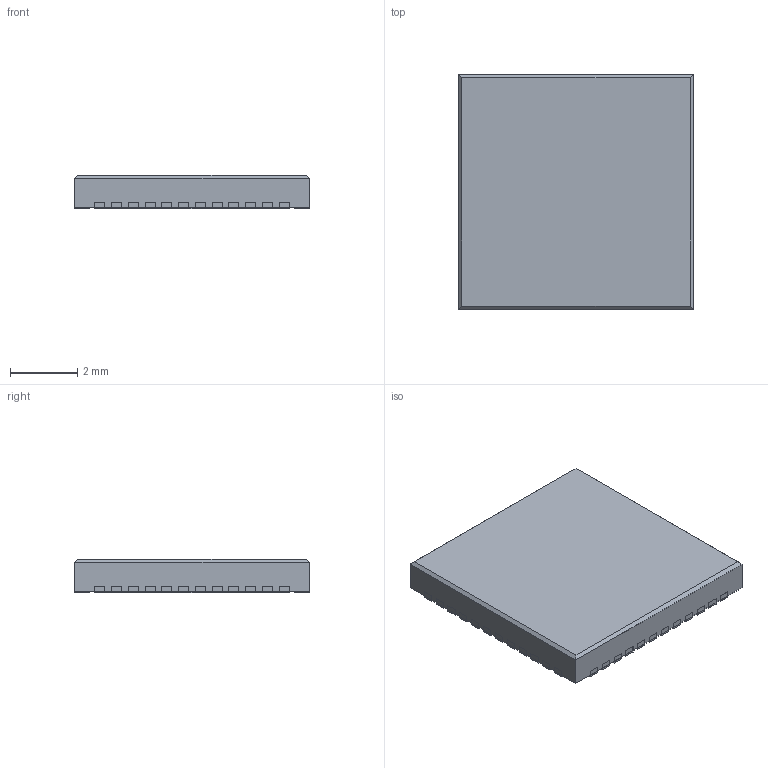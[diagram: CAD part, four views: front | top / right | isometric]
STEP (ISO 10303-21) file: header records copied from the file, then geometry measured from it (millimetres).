
FILE_DESCRIPTION(/* description */ (''),/* implementation_level */ '2;1');
FILE_NAME(/* name */ 'qfn_1582789058474.stp',/* time_stamp */ '2020-02-27T07:37:43+00:00',/* author */ (''),/* organization */ (''),/* preprocessor_version */ 'ST-DEVELOPER v18',/* originating_system */ 'ASM',/* authorisation */ '');
FILE_SCHEMA (('AUTOMOTIVE_DESIGN { 1 0 10303 214 3 1 1 }'));
Length unit declared in the file: millimetre
Products named in the file (1): qfn_1582789058474
Bounding box: 7 x 7 x 1 mm (x, y, z)
Volume: 48.2 mm3; surface area: 141.6 mm2
Topology: 25 solids, 25 shells, 495 faces, 1280 edges, 836 vertices
Faces by surface type: plane 447, cylinder 48
Entity records: 15273 total; most frequent: CARTESIAN_POINT 2612, ORIENTED_EDGE 2560, DIRECTION 2368, EDGE_CURVE 1280, LINE 1184, VECTOR 1184, VERTEX_POINT 836, AXIS2_PLACEMENT_3D 592
